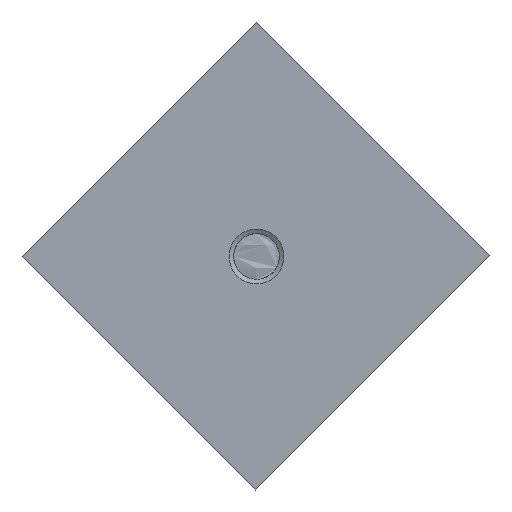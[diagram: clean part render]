
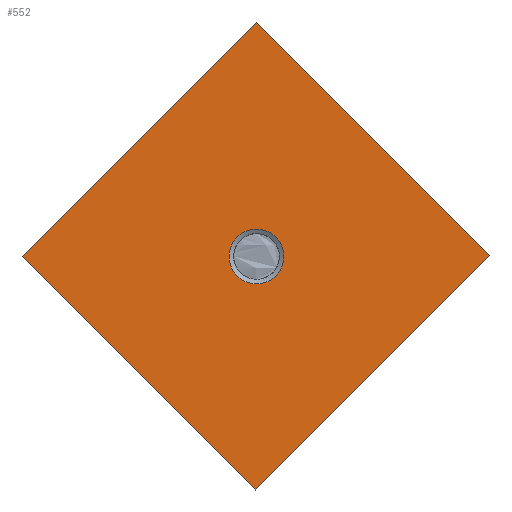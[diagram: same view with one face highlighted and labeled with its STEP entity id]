
A CAD part, left-side view. The second image highlights one B-rep face of the part: STEP entity #552.
In plain terms, the highlighted planar face has unit normal (-1, 0, 0).
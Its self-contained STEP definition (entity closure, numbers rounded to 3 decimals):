
#52=FACE_BOUND('',#143,.T.);
#62=PLANE('',#630);
#96=FACE_OUTER_BOUND('',#142,.T.);
#142=EDGE_LOOP('',(#504,#505,#506,#507));
#143=EDGE_LOOP('',(#508));
#148=LINE('',#824,#171);
#152=LINE('',#832,#175);
#155=LINE('',#838,#178);
#158=LINE('',#843,#181);
#171=VECTOR('',#679,10.);
#175=VECTOR('',#685,10.);
#178=VECTOR('',#690,10.);
#181=VECTOR('',#695,10.);
#203=CIRCLE('',#595,3.);
#244=VERTEX_POINT('',#822);
#245=VERTEX_POINT('',#823);
#248=VERTEX_POINT('',#831);
#250=VERTEX_POINT('',#837);
#256=VERTEX_POINT('',#892);
#297=EDGE_CURVE('',#244,#245,#148,.T.);
#301=EDGE_CURVE('',#248,#245,#152,.T.);
#304=EDGE_CURVE('',#250,#248,#155,.T.);
#307=EDGE_CURVE('',#244,#250,#158,.T.);
#314=EDGE_CURVE('',#256,#256,#203,.T.);
#504=ORIENTED_EDGE('',*,*,#307,.T.);
#505=ORIENTED_EDGE('',*,*,#304,.T.);
#506=ORIENTED_EDGE('',*,*,#301,.T.);
#507=ORIENTED_EDGE('',*,*,#297,.F.);
#508=ORIENTED_EDGE('',*,*,#314,.T.);
#552=ADVANCED_FACE('',(#96,#52),#62,.T.);
#595=AXIS2_PLACEMENT_3D('',#893,#706,#707);
#630=AXIS2_PLACEMENT_3D('',#1226,#782,#783);
#679=DIRECTION('',(0.,0.707,-0.707));
#685=DIRECTION('',(0.,-0.707,-0.707));
#690=DIRECTION('',(0.,0.707,-0.707));
#695=DIRECTION('',(0.,0.707,0.707));
#706=DIRECTION('center_axis',(1.,0.,0.));
#707=DIRECTION('ref_axis',(0.,-1.,0.));
#782=DIRECTION('center_axis',(-1.,0.,0.));
#783=DIRECTION('ref_axis',(0.,0.,1.));
#822=CARTESIAN_POINT('',(-18.,-25.546,0.11));
#823=CARTESIAN_POINT('',(-17.998,0.111,-25.547));
#824=CARTESIAN_POINT('',(-17.999,-12.717,-12.719));
#831=CARTESIAN_POINT('',(-18.,25.657,-0.001));
#832=CARTESIAN_POINT('',(-17.999,2.939,-22.719));
#837=CARTESIAN_POINT('',(-18.002,0.,25.656));
#838=CARTESIAN_POINT('',(-18.,22.828,2.827));
#843=CARTESIAN_POINT('',(-18.001,-2.828,22.827));
#892=CARTESIAN_POINT('',(-18.,3.,0.));
#893=CARTESIAN_POINT('Origin',(-18.,0.,0.));
#1226=CARTESIAN_POINT('Origin',(-17.999,0.,-20.001));
